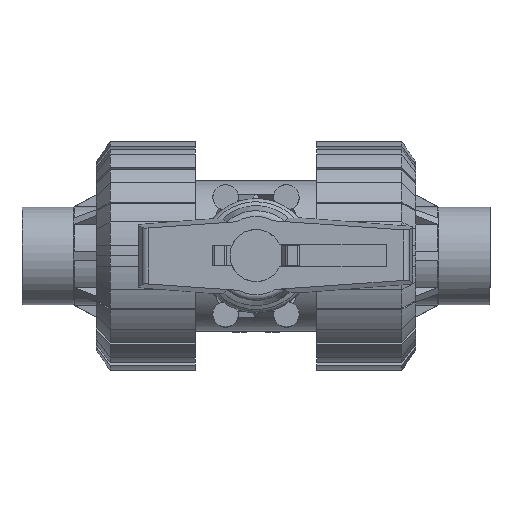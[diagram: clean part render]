
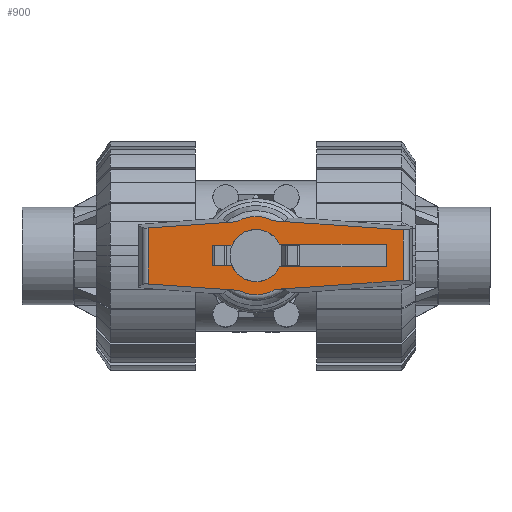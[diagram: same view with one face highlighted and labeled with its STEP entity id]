
A CAD part, top view. The second image highlights one B-rep face of the part: STEP entity #900.
In plain terms, the highlighted planar face has unit normal (0, 0, 1).
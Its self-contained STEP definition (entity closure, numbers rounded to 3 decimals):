
#900=ADVANCED_FACE('',(#2108,#2109),#2110,.T.);
#2108=FACE_BOUND('',#3694,.T.);
#2109=FACE_OUTER_BOUND('',#3695,.T.);
#2110=PLANE('',#3696);
#3694=EDGE_LOOP('',(#6946,#6947,#6948,#6949,#6950,#6951,#6952,#6953));
#3695=EDGE_LOOP('',(#6954,#6955,#6956,#6957,#6958,#6959,#6960,#6961));
#3696=AXIS2_PLACEMENT_3D('',#6962,#6963,#6964);
#6946=ORIENTED_EDGE('',*,*,#10871,.T.);
#6947=ORIENTED_EDGE('',*,*,#10942,.T.);
#6948=ORIENTED_EDGE('',*,*,#11039,.T.);
#6949=ORIENTED_EDGE('',*,*,#11047,.T.);
#6950=ORIENTED_EDGE('',*,*,#10853,.T.);
#6951=ORIENTED_EDGE('',*,*,#10793,.T.);
#6952=ORIENTED_EDGE('',*,*,#10784,.T.);
#6953=ORIENTED_EDGE('',*,*,#10862,.T.);
#6954=ORIENTED_EDGE('',*,*,#11003,.T.);
#6955=ORIENTED_EDGE('',*,*,#11162,.T.);
#6956=ORIENTED_EDGE('',*,*,#11093,.T.);
#6957=ORIENTED_EDGE('',*,*,#11111,.F.);
#6958=ORIENTED_EDGE('',*,*,#11028,.T.);
#6959=ORIENTED_EDGE('',*,*,#11132,.T.);
#6960=ORIENTED_EDGE('',*,*,#11081,.T.);
#6961=ORIENTED_EDGE('',*,*,#11109,.T.);
#6962=CARTESIAN_POINT('',(6.432,0.0,122.5));
#6963=DIRECTION('',(0.0,0.0,1.0));
#6964=DIRECTION('',(1.0,0.0,0.0));
#10784=EDGE_CURVE('',#12816,#12817,#12818,.T.);
#10793=EDGE_CURVE('',#12831,#12816,#12832,.T.);
#10853=EDGE_CURVE('',#12928,#12831,#12929,.T.);
#10862=EDGE_CURVE('',#12817,#12942,#12943,.T.);
#10871=EDGE_CURVE('',#12942,#12953,#12954,.T.);
#10942=EDGE_CURVE('',#12953,#13045,#13047,.T.);
#11003=EDGE_CURVE('',#13149,#13147,#13150,.T.);
#11028=EDGE_CURVE('',#13193,#13191,#13194,.T.);
#11039=EDGE_CURVE('',#13045,#13211,#13212,.T.);
#11047=EDGE_CURVE('',#13211,#12928,#13221,.T.);
#11081=EDGE_CURVE('',#13269,#13267,#13270,.T.);
#11093=EDGE_CURVE('',#13289,#13287,#13290,.T.);
#11109=EDGE_CURVE('',#13267,#13149,#13309,.T.);
#11111=EDGE_CURVE('',#13193,#13287,#13311,.T.);
#11132=EDGE_CURVE('',#13191,#13269,#13338,.T.);
#11162=EDGE_CURVE('',#13147,#13289,#13368,.T.);
#12816=VERTEX_POINT('',#15813);
#12817=VERTEX_POINT('',#15814);
#12818=LINE('',#15815,#15816);
#12831=VERTEX_POINT('',#15835);
#12832=LINE('',#15836,#15837);
#12928=VERTEX_POINT('',#15966);
#12929=CIRCLE('',#15967,8.571);
#12942=VERTEX_POINT('',#15982);
#12943=LINE('',#15983,#15984);
#12953=VERTEX_POINT('',#15999);
#12954=CIRCLE('',#16000,8.571);
#13045=VERTEX_POINT('',#16124);
#13047=LINE('',#16127,#16128);
#13147=VERTEX_POINT('',#16425);
#13149=VERTEX_POINT('',#16456);
#13150=LINE('',#16457,#16458);
#13191=VERTEX_POINT('',#16604);
#13193=VERTEX_POINT('',#16635);
#13194=LINE('',#16636,#16637);
#13211=VERTEX_POINT('',#16659);
#13212=LINE('',#16660,#16661);
#13221=LINE('',#16673,#16674);
#13267=VERTEX_POINT('',#16795);
#13269=VERTEX_POINT('',#16797);
#13270=LINE('',#16798,#16799);
#13287=VERTEX_POINT('',#16870);
#13289=VERTEX_POINT('',#16872);
#13290=LINE('',#16873,#16874);
#13309=LINE('',#16965,#16966);
#13311=LINE('',#16968,#16969);
#13338=CIRCLE('',#17066,12.863);
#13368=CIRCLE('',#17096,12.863);
#15813=CARTESIAN_POINT('',(42.917,3.75,122.5));
#15814=CARTESIAN_POINT('',(42.917,-3.75,122.5));
#15815=CARTESIAN_POINT('',(42.917,0.0,122.5));
#15816=VECTOR('',#22809,1.0);
#15835=CARTESIAN_POINT('',(7.708,3.75,122.5));
#15836=CARTESIAN_POINT('',(13.945,3.75,122.5));
#15837=VECTOR('',#22816,1.0);
#15966=CARTESIAN_POINT('',(-7.879,3.375,122.5));
#15967=AXIS2_PLACEMENT_3D('',#22904,#22905,#22906);
#15982=CARTESIAN_POINT('',(7.708,-3.75,122.5));
#15983=CARTESIAN_POINT('',(13.945,-3.75,122.5));
#15984=VECTOR('',#22921,1.0);
#15999=CARTESIAN_POINT('',(-7.879,-3.375,122.5));
#16000=AXIS2_PLACEMENT_3D('',#22927,#22928,#22929);
#16124=CARTESIAN_POINT('',(-14.217,-3.375,122.5));
#16127=CARTESIAN_POINT('',(-2.356,-3.375,122.5));
#16128=VECTOR('',#22997,1.0);
#16425=CARTESIAN_POINT('',(-5.901,-11.43,122.5));
#16456=CARTESIAN_POINT('',(-35.537,-9.357,122.5));
#16457=CARTESIAN_POINT('',(-4.089,-11.556,122.5));
#16458=VECTOR('',#23046,1.0);
#16604=CARTESIAN_POINT('',(5.901,11.43,122.5));
#16635=CARTESIAN_POINT('',(48.412,8.457,122.5));
#16636=CARTESIAN_POINT('',(27.237,9.938,122.5));
#16637=VECTOR('',#23065,1.0);
#16659=CARTESIAN_POINT('',(-14.217,3.375,122.5));
#16660=CARTESIAN_POINT('',(-14.217,5.063,122.5));
#16661=VECTOR('',#23080,1.0);
#16673=CARTESIAN_POINT('',(-2.356,3.375,122.5));
#16674=VECTOR('',#23087,1.0);
#16795=CARTESIAN_POINT('',(-35.537,9.091,122.5));
#16797=CARTESIAN_POINT('',(-6.458,11.125,122.5));
#16798=CARTESIAN_POINT('',(-3.131,11.357,122.5));
#16799=VECTOR('',#23117,1.0);
#16870=CARTESIAN_POINT('',(48.412,-8.191,122.5));
#16872=CARTESIAN_POINT('',(6.458,-11.125,122.5));
#16873=CARTESIAN_POINT('',(28.158,-9.607,122.5));
#16874=VECTOR('',#23130,1.0);
#16965=CARTESIAN_POINT('',(-35.537,13.5,122.5));
#16966=VECTOR('',#23136,1.0);
#16968=CARTESIAN_POINT('',(48.412,13.5,122.5));
#16969=VECTOR('',#23137,1.0);
#17066=AXIS2_PLACEMENT_3D('',#23158,#23159,#23160);
#17096=AXIS2_PLACEMENT_3D('',#23200,#23201,#23202);
#22809=DIRECTION('',(0.0,-1.0,0.0));
#22816=DIRECTION('',(1.0,0.0,-0.0));
#22904=CARTESIAN_POINT('',(0.0,0.0,122.5));
#22905=DIRECTION('',(0.0,0.0,-1.0));
#22906=DIRECTION('',(1.0,0.0,0.0));
#22921=DIRECTION('',(-1.0,0.0,0.0));
#22927=CARTESIAN_POINT('',(0.0,0.0,122.5));
#22928=DIRECTION('',(0.0,0.0,-1.0));
#22929=DIRECTION('',(1.0,0.0,0.0));
#22997=DIRECTION('',(-1.0,0.0,0.0));
#23046=DIRECTION('',(0.998,-0.07,0.0));
#23065=DIRECTION('',(-0.998,0.07,0.0));
#23080=DIRECTION('',(0.0,1.0,-0.0));
#23087=DIRECTION('',(1.0,0.0,0.0));
#23117=DIRECTION('',(-0.998,-0.07,0.0));
#23130=DIRECTION('',(0.998,0.07,-0.0));
#23136=DIRECTION('',(0.0,-1.0,0.0));
#23137=DIRECTION('',(0.0,-1.0,0.0));
#23158=CARTESIAN_POINT('',(0.0,0.0,122.5));
#23159=DIRECTION('',(0.0,0.0,1.0));
#23160=DIRECTION('',(1.0,0.0,0.0));
#23200=CARTESIAN_POINT('',(0.0,0.0,122.5));
#23201=DIRECTION('',(0.0,0.0,1.0));
#23202=DIRECTION('',(1.0,0.0,0.0));
